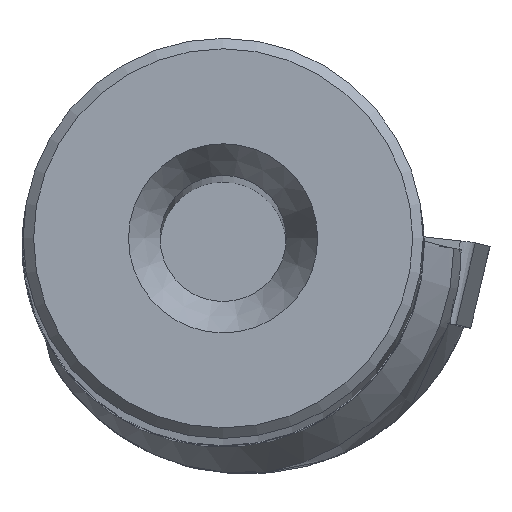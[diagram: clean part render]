
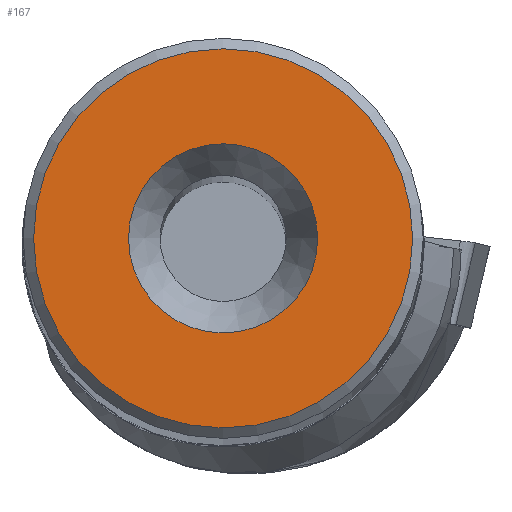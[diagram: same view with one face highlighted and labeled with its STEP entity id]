
A CAD part, top view. The second image highlights one B-rep face of the part: STEP entity #167.
In plain terms, the highlighted planar face has unit normal (0, 0, 1).
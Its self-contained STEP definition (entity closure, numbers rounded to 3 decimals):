
#167=ADVANCED_FACE('',(#286,#287),#195,.T.);
#195=PLANE('',#830);
#286=FACE_BOUND('',#337,.T.);
#287=FACE_BOUND('',#338,.T.);
#337=EDGE_LOOP('',(#465));
#338=EDGE_LOOP('',(#466));
#465=ORIENTED_EDGE('',*,*,#649,.T.);
#466=ORIENTED_EDGE('',*,*,#650,.F.);
#576=VERTEX_POINT('',#1362);
#577=VERTEX_POINT('',#1364);
#649=EDGE_CURVE('',#576,#576,#693,.T.);
#650=EDGE_CURVE('',#577,#577,#694,.T.);
#693=CIRCLE('',#828,4.5);
#694=CIRCLE('',#829,9.019);
#828=AXIS2_PLACEMENT_3D('',#1361,#987,#988);
#829=AXIS2_PLACEMENT_3D('',#1363,#989,#990);
#830=AXIS2_PLACEMENT_3D('',#1365,#991,#992);
#987=DIRECTION('',(0.,0.,-1.));
#988=DIRECTION('',(-1.,0.,0.));
#989=DIRECTION('',(0.,0.,-1.));
#990=DIRECTION('',(-1.,0.,0.));
#991=DIRECTION('',(0.,0.,1.));
#992=DIRECTION('',(-1.,0.,0.));
#1361=CARTESIAN_POINT('',(0.,0.,0.));
#1362=CARTESIAN_POINT('',(-4.5,0.,0.));
#1363=CARTESIAN_POINT('',(0.,0.,0.));
#1364=CARTESIAN_POINT('',(-9.019,0.,0.));
#1365=CARTESIAN_POINT('',(0.,0.,0.));
